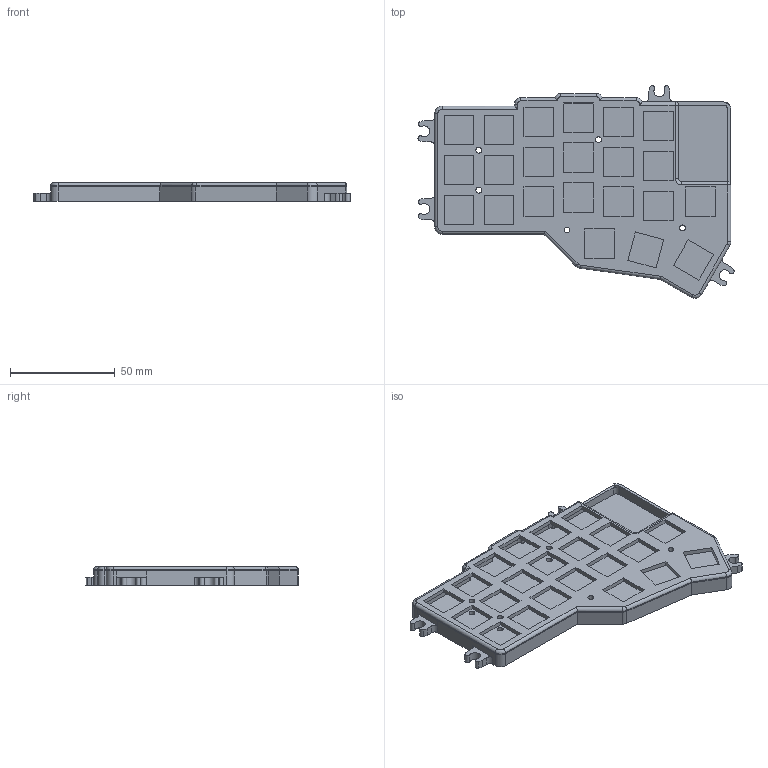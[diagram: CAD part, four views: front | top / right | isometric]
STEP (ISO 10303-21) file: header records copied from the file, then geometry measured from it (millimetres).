
FILE_DESCRIPTION(/* description */ (''),/* implementation_level */ '2;1');
FILE_NAME(/* name */ 'case-tenting-snap.step',/* time_stamp */ '2021-09-19T12:03:24+02:00',/* author */ (''),/* organization */ (''),/* preprocessor_version */ 'ST-DEVELOPER v18.1',/* originating_system */ 'Autodesk Translation Framework v10.10.0.1391',/* authorisation */ '');
FILE_SCHEMA (('AUTOMOTIVE_DESIGN { 1 0 10303 214 3 1 1 }'));
Length unit declared in the file: millimetre
Products named in the file (3): case-tenting-snap; case-bottom; case-top
Assembly tree (2 placements, depth 2):
  case-tenting-snap
    case-bottom
    case-top
Bounding box: 150.55 x 101.36 x 9 mm (x, y, z)
Volume: 35557.5 mm3; surface area: 40836.8 mm2
Topology: 2 solids, 2 shells, 254 faces, 719 edges, 469 vertices
Faces by surface type: plane 151, cylinder 91, torus 6, bspline 4, sphere 2
Full cylindrical faces by diameter (mm): 2.8 x10
Entity records: 8490 total; most frequent: CARTESIAN_POINT 1536, ORIENTED_EDGE 1438, DIRECTION 1414, EDGE_CURVE 719, LINE 528, VECTOR 528, VERTEX_POINT 469, AXIS2_PLACEMENT_3D 443
